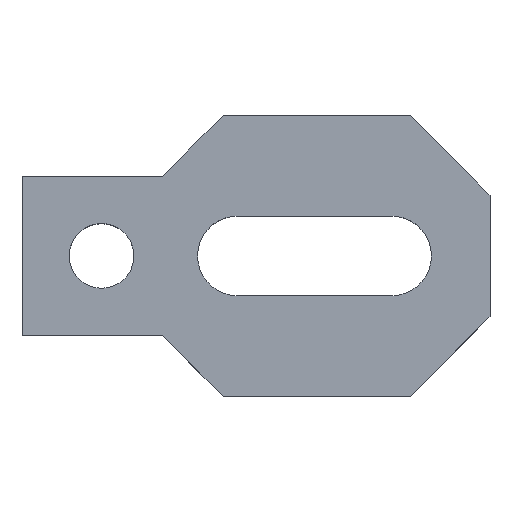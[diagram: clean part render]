
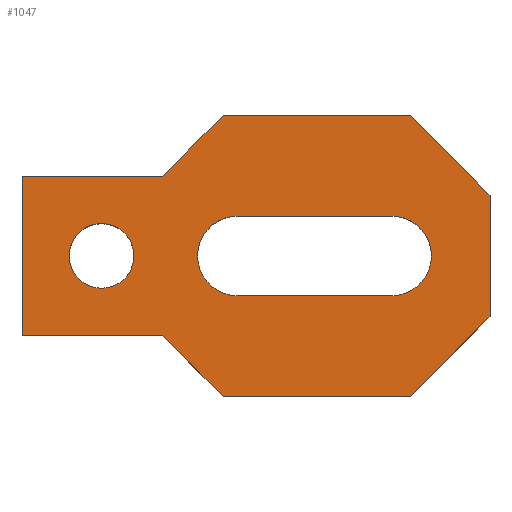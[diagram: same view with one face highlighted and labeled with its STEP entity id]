
A CAD part, top view. The second image highlights one B-rep face of the part: STEP entity #1047.
In plain terms, the highlighted planar face has unit normal (0, 0, 1).
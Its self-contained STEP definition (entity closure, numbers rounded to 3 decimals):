
#607=VERTEX_POINT('',#1781);
#651=VERTEX_POINT('',#1830);
#657=EDGE_CURVE('',#1505,#1393,#1836,.T.);
#739=EDGE_CURVE('',#797,#1167,#1929,.T.);
#797=VERTEX_POINT('',#1993);
#971=VERTEX_POINT('',#2188);
#975=EDGE_CURVE('',#607,#1631,#2192,.T.);
#1009=VERTEX_POINT('',#2230);
#1031=EDGE_CURVE('',#1557,#1505,#2254,.T.);
#1047=ADVANCED_FACE('',(#2274,#2275,#2276),#2277,.F.);
#1127=EDGE_CURVE('',#1207,#1601,#2365,.T.);
#1167=VERTEX_POINT('',#2410);
#1185=EDGE_CURVE('',#1631,#1705,#2430,.T.);
#1207=VERTEX_POINT('',#2453);
#1239=EDGE_CURVE('',#1167,#1207,#2490,.T.);
#1245=VERTEX_POINT('',#2496);
#1265=VERTEX_POINT('',#2517);
#1351=EDGE_CURVE('',#1393,#1265,#2613,.T.);
#1381=VERTEX_POINT('',#2647);
#1393=VERTEX_POINT('',#2660);
#1407=EDGE_CURVE('',#1265,#1381,#2676,.T.);
#1479=EDGE_CURVE('',#1245,#607,#2751,.T.);
#1499=EDGE_CURVE('',#651,#797,#2773,.T.);
#1505=VERTEX_POINT('',#2779);
#1513=EDGE_CURVE('',#1381,#651,#2787,.T.);
#1531=EDGE_CURVE('',#1601,#1557,#2807,.T.);
#1547=EDGE_CURVE('',#1009,#971,#2824,.T.);
#1555=EDGE_CURVE('',#1705,#1245,#2832,.T.);
#1557=VERTEX_POINT('',#2834);
#1601=VERTEX_POINT('',#2882);
#1631=VERTEX_POINT('',#2915);
#1705=VERTEX_POINT('',#2997);
#1755=EDGE_CURVE('',#971,#1009,#3050,.T.);
#1781=CARTESIAN_POINT('',(62.,8.5,20.0));
#1830=CARTESIAN_POINT('',(66.0,-30.0,20.0));
#1836=LINE('',#3134,#3135);
#1929=LINE('',#3256,#3257);
#1993=CARTESIAN_POINT('',(26.,-30.0,20.0));
#2188=CARTESIAN_POINT('',(-6.917,0.,20.0));
#2192=CIRCLE('',#3597,8.5);
#2230=CARTESIAN_POINT('',(6.917,0.0,20.0));
#2254=LINE('',#3675,#3676);
#2274=FACE_BOUND('',#3700,.T.);
#2275=FACE_BOUND('',#3701,.T.);
#2276=FACE_OUTER_BOUND('',#3702,.T.);
#2277=PLANE('',#3703);
#2365=LINE('',#3819,#3820);
#2410=CARTESIAN_POINT('',(13.0,-17.,20.0));
#2430=LINE('',#3908,#3909);
#2453=CARTESIAN_POINT('',(-17.0,-17.,20.0));
#2490=LINE('',#3987,#3988);
#2496=CARTESIAN_POINT('',(29.0,8.5,20.0));
#2517=CARTESIAN_POINT('',(83.0,13.0,20.0));
#2613=LINE('',#4145,#4146);
#2647=CARTESIAN_POINT('',(83.0,-13.0,20.0));
#2660=CARTESIAN_POINT('',(66.0,30.,20.0));
#2676=LINE('',#4228,#4229);
#2751=LINE('',#4326,#4327);
#2773=LINE('',#4358,#4359);
#2779=CARTESIAN_POINT('',(26.0,30.,20.0));
#2787=LINE('',#4379,#4380);
#2807=LINE('',#4405,#4406);
#2824=CIRCLE('',#4428,6.917);
#2832=CIRCLE('',#4441,8.5);
#2834=CARTESIAN_POINT('',(13.0,17.,20.0));
#2882=CARTESIAN_POINT('',(-17.0,17.,20.0));
#2915=CARTESIAN_POINT('',(62.,-8.5,20.0));
#2997=CARTESIAN_POINT('',(29.0,-8.5,20.0));
#3050=CIRCLE('',#4722,6.917);
#3134=CARTESIAN_POINT('',(26.0,30.,20.0));
#3135=VECTOR('',#4802,1.0);
#3256=CARTESIAN_POINT('',(26.,-30.0,20.0));
#3257=VECTOR('',#4957,1.0);
#3597=AXIS2_PLACEMENT_3D('',#5325,#5326,#5327);
#3675=CARTESIAN_POINT('',(13.0,17.,20.0));
#3676=VECTOR('',#5406,1.0);
#3700=EDGE_LOOP('',(#5443,#5444,#5445,#5446));
#3701=EDGE_LOOP('',(#5447,#5448));
#3702=EDGE_LOOP('',(#5449,#5450,#5451,#5452,#5453,#5454,#5455,#5456,#5457,#5458));
#3703=AXIS2_PLACEMENT_3D('',#5459,#5460,#5461);
#3819=CARTESIAN_POINT('',(-17.0,-17.,20.0));
#3820=VECTOR('',#5579,1.0);
#3908=CARTESIAN_POINT('',(47.569,-8.5,20.0));
#3909=VECTOR('',#5664,1.0);
#3987=CARTESIAN_POINT('',(13.0,-17.,20.0));
#3988=VECTOR('',#5745,1.0);
#4145=CARTESIAN_POINT('',(66.0,30.,20.0));
#4146=VECTOR('',#5892,1.0);
#4228=CARTESIAN_POINT('',(83.0,13.0,20.0));
#4229=VECTOR('',#5984,1.0);
#4326=CARTESIAN_POINT('',(31.069,8.5,20.0));
#4327=VECTOR('',#6061,1.0);
#4358=CARTESIAN_POINT('',(66.0,-30.0,20.0));
#4359=VECTOR('',#6095,1.0);
#4379=CARTESIAN_POINT('',(83.0,-13.0,20.0));
#4380=VECTOR('',#6106,1.0);
#4405=CARTESIAN_POINT('',(-17.0,17.,20.0));
#4406=VECTOR('',#6130,1.0);
#4428=AXIS2_PLACEMENT_3D('',#6148,#6149,#6150);
#4441=AXIS2_PLACEMENT_3D('',#6153,#6154,#6155);
#4722=AXIS2_PLACEMENT_3D('',#6428,#6429,#6430);
#4802=DIRECTION('',(1.0,0.0,0.0));
#4957=DIRECTION('',(-0.707,0.707,0.));
#5325=CARTESIAN_POINT('',(62.,0.,20.0));
#5326=DIRECTION('',(0.0,0.,-1.0));
#5327=DIRECTION('',(0.0,-1.0,0.));
#5406=DIRECTION('',(0.707,0.707,0.));
#5443=ORIENTED_EDGE('',*,*,#975,.T.);
#5444=ORIENTED_EDGE('',*,*,#1185,.T.);
#5445=ORIENTED_EDGE('',*,*,#1555,.T.);
#5446=ORIENTED_EDGE('',*,*,#1479,.T.);
#5447=ORIENTED_EDGE('',*,*,#1547,.T.);
#5448=ORIENTED_EDGE('',*,*,#1755,.T.);
#5449=ORIENTED_EDGE('',*,*,#1513,.F.);
#5450=ORIENTED_EDGE('',*,*,#1407,.F.);
#5451=ORIENTED_EDGE('',*,*,#1351,.F.);
#5452=ORIENTED_EDGE('',*,*,#657,.F.);
#5453=ORIENTED_EDGE('',*,*,#1031,.F.);
#5454=ORIENTED_EDGE('',*,*,#1531,.F.);
#5455=ORIENTED_EDGE('',*,*,#1127,.F.);
#5456=ORIENTED_EDGE('',*,*,#1239,.F.);
#5457=ORIENTED_EDGE('',*,*,#739,.F.);
#5458=ORIENTED_EDGE('',*,*,#1499,.F.);
#5459=CARTESIAN_POINT('',(33.137,0.,20.0));
#5460=DIRECTION('',(0.0,0.,-1.0));
#5461=DIRECTION('',(1.0,0.0,0.0));
#5579=DIRECTION('',(0.0,1.0,0.));
#5664=DIRECTION('',(-1.0,0.0,0.0));
#5745=DIRECTION('',(-1.0,0.0,0.0));
#5892=DIRECTION('',(0.707,-0.707,0.));
#5984=DIRECTION('',(0.0,-1.0,0.));
#6061=DIRECTION('',(1.0,0.0,0.0));
#6095=DIRECTION('',(-1.0,0.0,0.0));
#6106=DIRECTION('',(-0.707,-0.707,0.));
#6130=DIRECTION('',(1.0,0.0,0.0));
#6148=CARTESIAN_POINT('',(0.0,0.,20.0));
#6149=DIRECTION('',(0.0,0.,-1.0));
#6150=DIRECTION('',(1.0,0.0,0.0));
#6153=CARTESIAN_POINT('',(29.0,0.,20.0));
#6154=DIRECTION('',(0.0,0.,-1.0));
#6155=DIRECTION('',(0.0,1.0,0.));
#6428=CARTESIAN_POINT('',(0.0,0.,20.0));
#6429=DIRECTION('',(0.0,0.,-1.0));
#6430=DIRECTION('',(1.0,0.0,0.0));
